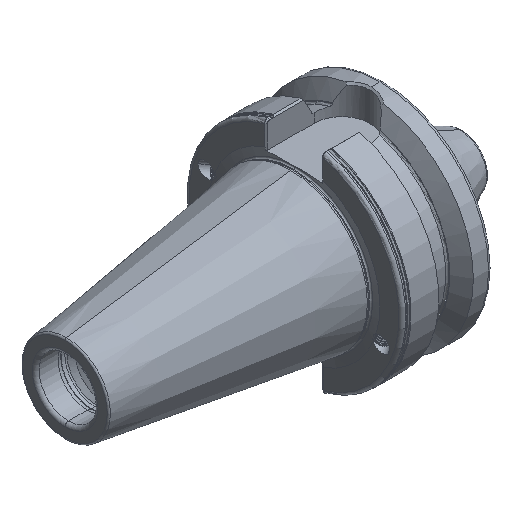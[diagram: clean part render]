
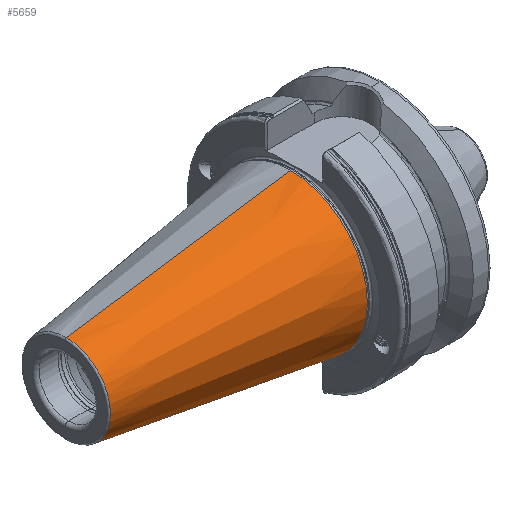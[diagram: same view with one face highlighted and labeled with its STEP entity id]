
A CAD part, isometric view. The second image highlights one B-rep face of the part: STEP entity #5659.
In plain terms, the highlighted conical face has half-angle 8.297 degrees and reference radius 22.24 mm.
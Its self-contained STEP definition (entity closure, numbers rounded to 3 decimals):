
#3439 = EDGE_CURVE ( 'NONE', #6543, #6502, #4595, .T. ) ;
#3450 = EDGE_CURVE ( 'NONE', #6484, #7243, #4581, .T. ) ;
#4015 = EDGE_LOOP ( 'NONE', ( #7135, #7156, #7150, #7082 ) ) ;
#4581 = LINE ( 'NONE', #13040, #4593 ) ;
#4588 = VECTOR ( 'NONE', #13025, 1000. ) ;
#4593 = VECTOR ( 'NONE', #12037, 1000. ) ;
#4595 = LINE ( 'NONE', #13043, #4588 ) ;
#5659 = ADVANCED_FACE ( 'NONE', ( #15125 ), #15126, .T. ) ;
#6484 = VERTEX_POINT ( 'NONE', #19338 ) ;
#6502 = VERTEX_POINT ( 'NONE', #19387 ) ;
#6543 = VERTEX_POINT ( 'NONE', #19341 ) ;
#7082 = ORIENTED_EDGE ( 'NONE', *, *, #7333, .F. ) ;
#7135 = ORIENTED_EDGE ( 'NONE', *, *, #3450, .F. ) ;
#7150 = ORIENTED_EDGE ( 'NONE', *, *, #3439, .T. ) ;
#7156 = ORIENTED_EDGE ( 'NONE', *, *, #7791, .T. ) ;
#7243 = VERTEX_POINT ( 'NONE', #18192 ) ;
#7333 = EDGE_CURVE ( 'NONE', #7243, #6502, #15226, .T. ) ;
#7791 = EDGE_CURVE ( 'NONE', #6484, #6543, #15580, .T. ) ;
#9254 = AXIS2_PLACEMENT_3D ( 'NONE', #14047, #14049, #14066 ) ;
#9566 = AXIS2_PLACEMENT_3D ( 'NONE', #19209, #19190, #19187 ) ;
#9611 = AXIS2_PLACEMENT_3D ( 'NONE', #19476, #19496, #19463 ) ;
#12037 = DIRECTION ( 'NONE',  ( 0.99, 0., 0.144 ) ) ;
#13025 = DIRECTION ( 'NONE',  ( 0.99, 0., -0.144 ) ) ;
#13040 = CARTESIAN_POINT ( 'NONE',  ( -0.9, 0., 22.24 ) ) ;
#13043 = CARTESIAN_POINT ( 'NONE',  ( -0.9, 0., -22.24 ) ) ;
#14047 = CARTESIAN_POINT ( 'NONE',  ( -65.972, 0., 0. ) ) ;
#14049 = DIRECTION ( 'NONE',  ( 1., 0., 0. ) ) ;
#14066 = DIRECTION ( 'NONE',  ( 0., 0., -1. ) ) ;
#15125 = FACE_OUTER_BOUND ( 'NONE', #4015, .T. ) ;
#15126 = CONICAL_SURFACE ( 'NONE', #9566, 22.24, 0.145 ) ;
#15226 = CIRCLE ( 'NONE', #9611, 22.24 ) ;
#15580 = CIRCLE ( 'NONE', #9254, 12.75 ) ;
#18192 = CARTESIAN_POINT ( 'NONE',  ( -0.9, 0., 22.24 ) ) ;
#19187 = DIRECTION ( 'NONE',  ( 0., 0., -1. ) ) ;
#19190 = DIRECTION ( 'NONE',  ( 1., 0., 0. ) ) ;
#19209 = CARTESIAN_POINT ( 'NONE',  ( -0.9, 0., 0. ) ) ;
#19338 = CARTESIAN_POINT ( 'NONE',  ( -65.972, 0., 12.75 ) ) ;
#19341 = CARTESIAN_POINT ( 'NONE',  ( -65.972, 0., -12.75 ) ) ;
#19387 = CARTESIAN_POINT ( 'NONE',  ( -0.9, 0., -22.24 ) ) ;
#19463 = DIRECTION ( 'NONE',  ( 0., 0., -1. ) ) ;
#19476 = CARTESIAN_POINT ( 'NONE',  ( -0.9, 0., 0. ) ) ;
#19496 = DIRECTION ( 'NONE',  ( 1., 0., 0. ) ) ;
